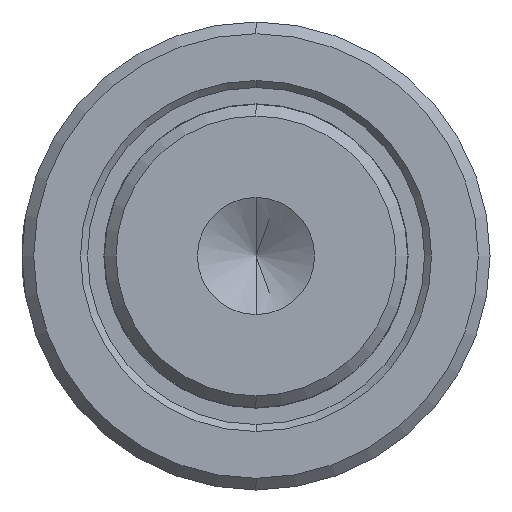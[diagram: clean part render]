
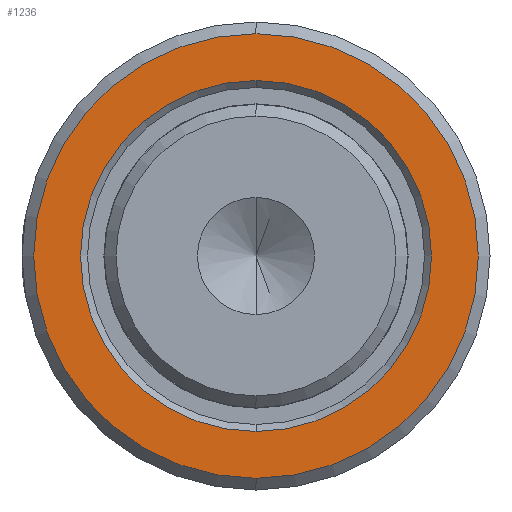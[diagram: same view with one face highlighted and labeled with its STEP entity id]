
A CAD part, left-side view. The second image highlights one B-rep face of the part: STEP entity #1236.
In plain terms, the highlighted planar face has unit normal (-1, 0, 0).
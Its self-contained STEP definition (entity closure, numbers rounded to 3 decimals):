
#52 = AXIS2_PLACEMENT_3D ( 'NONE', #1477, #611, #1629 ) ;
#98 = DIRECTION ( 'NONE',  ( 0., 0., 1. ) ) ;
#122 = DIRECTION ( 'NONE',  ( 0., 0., 1. ) ) ;
#143 = CARTESIAN_POINT ( 'NONE',  ( 10., 0., 7.5 ) ) ;
#331 = EDGE_CURVE ( 'NONE', #1549, #1622, #908, .T. ) ;
#361 = ORIENTED_EDGE ( 'NONE', *, *, #1731, .T. ) ;
#366 = ORIENTED_EDGE ( 'NONE', *, *, #1577, .T. ) ;
#601 = ORIENTED_EDGE ( 'NONE', *, *, #331, .F. ) ;
#611 = DIRECTION ( 'NONE',  ( -1., 0., 0. ) ) ;
#626 = DIRECTION ( 'NONE',  ( -1., 0., 0. ) ) ;
#651 = AXIS2_PLACEMENT_3D ( 'NONE', #829, #1830, #967 ) ;
#657 = CARTESIAN_POINT ( 'NONE',  ( 10., 0., 9.5 ) ) ;
#723 = CARTESIAN_POINT ( 'NONE',  ( 10., 0., -9.5 ) ) ;
#728 = FACE_OUTER_BOUND ( 'NONE', #780, .T. ) ;
#780 = EDGE_LOOP ( 'NONE', ( #361, #366 ) ) ;
#803 = ORIENTED_EDGE ( 'NONE', *, *, #1337, .F. ) ;
#827 = CARTESIAN_POINT ( 'NONE',  ( 10., -6.5, 0. ) ) ;
#829 = CARTESIAN_POINT ( 'NONE',  ( 10., 0., 0. ) ) ;
#908 = CIRCLE ( 'NONE', #52, 7.5 ) ;
#965 = DIRECTION ( 'NONE',  ( -1., 0., 0. ) ) ;
#967 = DIRECTION ( 'NONE',  ( 0., 0., 1. ) ) ;
#985 = DIRECTION ( 'NONE',  ( -1., 0., 0. ) ) ;
#999 = EDGE_LOOP ( 'NONE', ( #601, #803 ) ) ;
#1061 = VERTEX_POINT ( 'NONE', #657 ) ;
#1068 = CIRCLE ( 'NONE', #1791, 7.5 ) ;
#1192 = CARTESIAN_POINT ( 'NONE',  ( 10., 0., -7.5 ) ) ;
#1214 = FACE_BOUND ( 'NONE', #999, .T. ) ;
#1236 = ADVANCED_FACE ( 'NONE', ( #728, #1214 ), #1826, .T. ) ;
#1314 = AXIS2_PLACEMENT_3D ( 'NONE', #827, #965, #98 ) ;
#1337 = EDGE_CURVE ( 'NONE', #1622, #1549, #1068, .T. ) ;
#1477 = CARTESIAN_POINT ( 'NONE',  ( 10., 0., 0. ) ) ;
#1492 = CARTESIAN_POINT ( 'NONE',  ( 10., 0., 0. ) ) ;
#1549 = VERTEX_POINT ( 'NONE', #143 ) ;
#1576 = CIRCLE ( 'NONE', #1667, 9.5 ) ;
#1577 = EDGE_CURVE ( 'NONE', #1061, #1851, #1576, .T. ) ;
#1622 = VERTEX_POINT ( 'NONE', #1192 ) ;
#1629 = DIRECTION ( 'NONE',  ( 0., 0., 1. ) ) ;
#1644 = DIRECTION ( 'NONE',  ( 0., 0., 1. ) ) ;
#1667 = AXIS2_PLACEMENT_3D ( 'NONE', #1492, #626, #1644 ) ;
#1683 = CIRCLE ( 'NONE', #651, 9.5 ) ;
#1731 = EDGE_CURVE ( 'NONE', #1851, #1061, #1683, .T. ) ;
#1791 = AXIS2_PLACEMENT_3D ( 'NONE', #1845, #985, #122 ) ;
#1826 = PLANE ( 'NONE',  #1314 ) ;
#1830 = DIRECTION ( 'NONE',  ( -1., 0., 0. ) ) ;
#1845 = CARTESIAN_POINT ( 'NONE',  ( 10., 0., 0. ) ) ;
#1851 = VERTEX_POINT ( 'NONE', #723 ) ;
